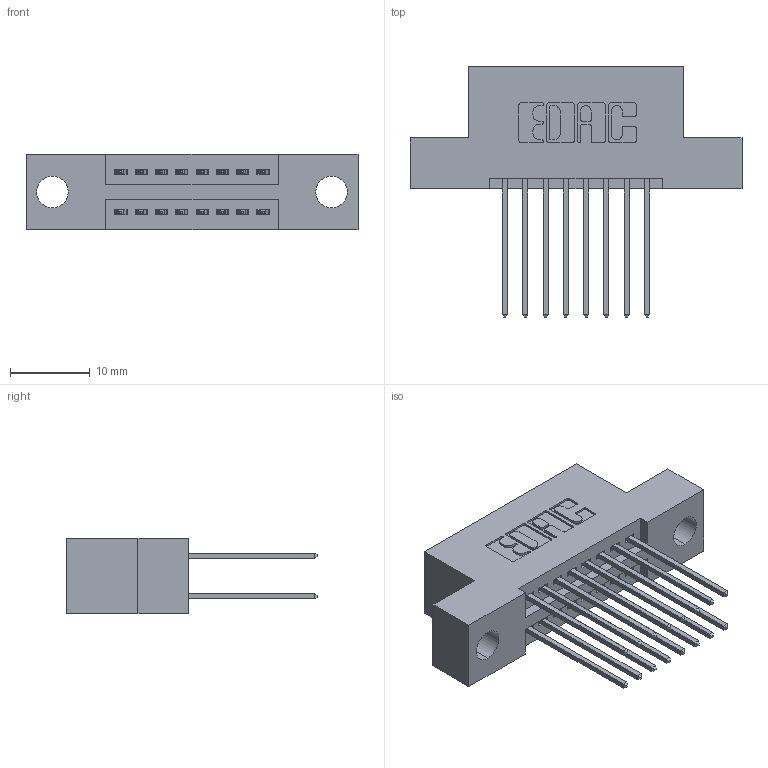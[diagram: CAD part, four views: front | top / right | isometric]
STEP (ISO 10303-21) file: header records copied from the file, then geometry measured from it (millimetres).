
FILE_DESCRIPTION (( 'STEP AP203' ), '1' );
FILE_NAME ('395-016-542-204.STEP', '2021-06-14T18:16:37', ( '' ), ( '' ), 'SwSTEP 2.0', 'SolidWorks 2020', '' );
FILE_SCHEMA (( 'CONFIG_CONTROL_DESIGN' ));
Length unit declared in the file: inch
Products named in the file (3): 345 Part_Flush Mounting Lugs - 0.156 Dia-TI; 395-016-542-204; 345-292-001_345-293-142
Assembly tree (17 placements, depth 2):
  395-016-542-204
    345 Part_Flush Mounting Lugs - 0.156 Dia-TI
    345-292-001_345-293-142  x16
Bounding box: 41.53 x 31.29 x 9.4 mm (x, y, z)
Volume: 3687.2 mm3; surface area: 4992 mm2
Topology: 17 solids, 17 shells, 940 faces, 2761 edges, 1818 vertices
Faces by surface type: plane 622, cylinder 318
Entity records: 11291 total; most frequent: CARTESIAN_POINT 1930, ORIENTED_EDGE 1862, DIRECTION 1743, EDGE_CURVE 931, LINE 767, VECTOR 767, VERTEX_POINT 618, AXIS2_PLACEMENT_3D 488
